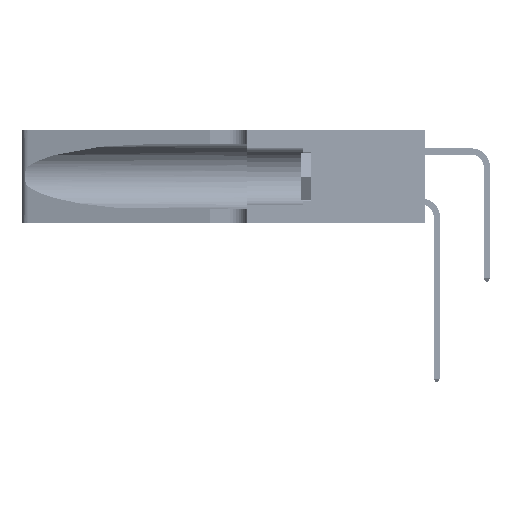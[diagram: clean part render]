
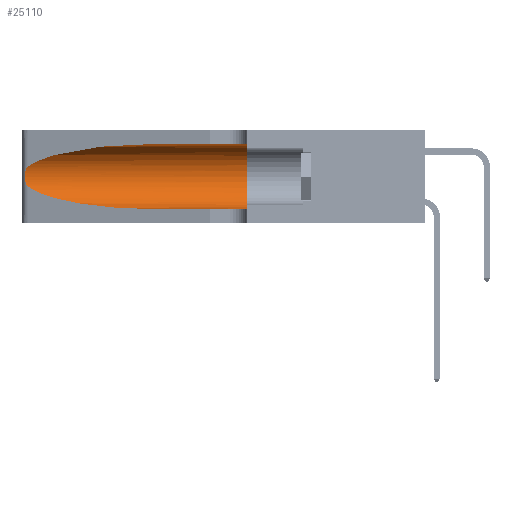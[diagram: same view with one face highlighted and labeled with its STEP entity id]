
A CAD part, left-side view. The second image highlights one B-rep face of the part: STEP entity #25110.
In plain terms, the highlighted cylindrical face has radius 3.308 mm (diameter 6.617 mm), a partial arc.
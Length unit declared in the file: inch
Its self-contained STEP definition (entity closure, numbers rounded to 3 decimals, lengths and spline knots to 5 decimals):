
#595 = VERTEX_POINT ( 'NONE', #28093 ) ;
#1831 = CARTESIAN_POINT ( 'NONE',  ( 0.26075, 1.23896, 0.19203 ) ) ;
#2270 = CARTESIAN_POINT ( 'NONE',  ( 0.1305, 1.61858, 0.31525 ) ) ;
#3092 = LINE ( 'NONE', #2270, #27203 ) ;
#3427 =( BOUNDED_CURVE ( )  B_SPLINE_CURVE ( 3, ( #37637, #7700, #41866, #16307 ),
 .UNSPECIFIED., .F., .F. ) 
 B_SPLINE_CURVE_WITH_KNOTS ( ( 4, 4 ),
 ( 1.5708, 2.84003 ),
 .UNSPECIFIED. ) 
 CURVE ( )  GEOMETRIC_REPRESENTATION_ITEM ( )  RATIONAL_B_SPLINE_CURVE ( ( 1., 0.87, 0.87, 1. ) ) 
 REPRESENTATION_ITEM ( '' )  );
#3615 = EDGE_CURVE ( 'NONE', #27160, #29335, #47399, .T. ) ;
#4164 = LINE ( 'NONE', #36965, #8155 ) ;
#4843 = AXIS2_PLACEMENT_3D ( 'NONE', #23532, #53201, #27837 ) ;
#5930 = CARTESIAN_POINT ( 'NONE',  ( 0.25487, 1.22718, 0.22369 ) ) ;
#6119 = CARTESIAN_POINT ( 'NONE',  ( 0.26017, 1.23833, 0.17102 ) ) ;
#6563 = DIRECTION ( 'NONE',  ( 0., -1., 0. ) ) ;
#7047 = DIRECTION ( 'NONE',  ( 0., -1., 0. ) ) ;
#7627 = CYLINDRICAL_SURFACE ( 'NONE', #27940, 0.13025 ) ;
#7700 = CARTESIAN_POINT ( 'NONE',  ( 0.18966, 0.96281, 0.31525 ) ) ;
#8155 = VECTOR ( 'NONE', #7047, 39.37008 ) ;
#9649 = ORIENTED_EDGE ( 'NONE', *, *, #3615, .F. ) ;
#10231 = VERTEX_POINT ( 'NONE', #41259 ) ;
#10388 = CARTESIAN_POINT ( 'NONE',  ( 0.25789, 1.23486, 0.15765 ) ) ;
#11794 = ORIENTED_EDGE ( 'NONE', *, *, #31985, .T. ) ;
#12756 = CARTESIAN_POINT ( 'NONE',  ( 0.1305, 0.72297, 0.05475 ) ) ;
#14696 = CARTESIAN_POINT ( 'NONE',  ( 0.25555, 1.22993, 0.14849 ) ) ;
#16307 = CARTESIAN_POINT ( 'NONE',  ( 0.25487, 1.22718, 0.22369 ) ) ;
#16348 = VERTEX_POINT ( 'NONE', #47569 ) ;
#17132 = DIRECTION ( 'NONE',  ( 0., 0., -1. ) ) ;
#19231 = B_SPLINE_CURVE_WITH_KNOTS ( 'NONE', 3,
 ( #5930, #27257, #48581, #23134, #52810, #27440, #1831, #31696, #6119, #36010, #10388, #40270, #14696, #44514 ),
 .UNSPECIFIED., .F., .F.,
 ( 4, 2, 2, 2, 2, 2, 4 ),
 ( 0., 0.00027, 0.00053, 0.00107, 0.0016, 0.00187, 0.00214 ),
 .UNSPECIFIED. ) ;
#21161 = EDGE_CURVE ( 'NONE', #40692, #10231, #3427, .T. ) ;
#21446 = DIRECTION ( 'NONE',  ( 0., -1., 0. ) ) ;
#23134 = CARTESIAN_POINT ( 'NONE',  ( 0.25787, 1.23484, 0.2124 ) ) ;
#23532 = CARTESIAN_POINT ( 'NONE',  ( 0.1305, 0.35, 0.185 ) ) ;
#24115 = EDGE_CURVE ( 'NONE', #40692, #27160, #3092, .T. ) ;
#25110 = ADVANCED_FACE ( 'NONE', ( #52929 ), #7627, .F. ) ;
#25732 = CARTESIAN_POINT ( 'NONE',  ( 0.1305, 1.61858, 0.185 ) ) ;
#26767 = CARTESIAN_POINT ( 'NONE',  ( 0.1305, 0.35, 0.05475 ) ) ;
#27160 = VERTEX_POINT ( 'NONE', #50153 ) ;
#27203 = VECTOR ( 'NONE', #6563, 39.37008 ) ;
#27257 = CARTESIAN_POINT ( 'NONE',  ( 0.25555, 1.22994, 0.2215 ) ) ;
#27440 = CARTESIAN_POINT ( 'NONE',  ( 0.26018, 1.23835, 0.19895 ) ) ;
#27837 = DIRECTION ( 'NONE',  ( 0., 0., 1. ) ) ;
#27940 = AXIS2_PLACEMENT_3D ( 'NONE', #25732, #21446, #17132 ) ;
#28093 = CARTESIAN_POINT ( 'NONE',  ( 0.1305, 0.72297, 0.05475 ) ) ;
#29103 =( BOUNDED_CURVE ( )  B_SPLINE_CURVE ( 3, ( #46665, #34062, #38373, #12756 ),
 .UNSPECIFIED., .F., .T. ) 
 B_SPLINE_CURVE_WITH_KNOTS ( ( 4, 4 ),
 ( 3.44316, 4.71239 ),
 .UNSPECIFIED. ) 
 CURVE ( )  GEOMETRIC_REPRESENTATION_ITEM ( )  RATIONAL_B_SPLINE_CURVE ( ( 1., 0.87, 0.87, 1. ) ) 
 REPRESENTATION_ITEM ( '' )  );
#29335 = VERTEX_POINT ( 'NONE', #26767 ) ;
#31696 = CARTESIAN_POINT ( 'NONE',  ( 0.26075, 1.23896, 0.178 ) ) ;
#31985 = EDGE_CURVE ( 'NONE', #16348, #595, #29103, .T. ) ;
#33600 = EDGE_CURVE ( 'NONE', #10231, #16348, #19231, .T. ) ;
#34062 = CARTESIAN_POINT ( 'NONE',  ( 0.2373, 1.15595, 0.08982 ) ) ;
#34253 = ORIENTED_EDGE ( 'NONE', *, *, #33600, .T. ) ;
#36010 = CARTESIAN_POINT ( 'NONE',  ( 0.25856, 1.23593, 0.16098 ) ) ;
#36965 = CARTESIAN_POINT ( 'NONE',  ( 0.1305, 1.61858, 0.05475 ) ) ;
#37637 = CARTESIAN_POINT ( 'NONE',  ( 0.1305, 0.72297, 0.31525 ) ) ;
#38373 = CARTESIAN_POINT ( 'NONE',  ( 0.18966, 0.96281, 0.05475 ) ) ;
#38744 = ORIENTED_EDGE ( 'NONE', *, *, #24115, .F. ) ;
#40270 = CARTESIAN_POINT ( 'NONE',  ( 0.25639, 1.23186, 0.15144 ) ) ;
#40692 = VERTEX_POINT ( 'NONE', #52812 ) ;
#41259 = CARTESIAN_POINT ( 'NONE',  ( 0.25487, 1.22718, 0.22369 ) ) ;
#41866 = CARTESIAN_POINT ( 'NONE',  ( 0.2373, 1.15595, 0.28018 ) ) ;
#42228 = EDGE_LOOP ( 'NONE', ( #48499, #34253, #11794, #51525, #9649, #38744 ) ) ;
#44514 = CARTESIAN_POINT ( 'NONE',  ( 0.25487, 1.22718, 0.14631 ) ) ;
#46665 = CARTESIAN_POINT ( 'NONE',  ( 0.25487, 1.22718, 0.14631 ) ) ;
#47399 = CIRCLE ( 'NONE', #4843, 0.13025 ) ;
#47569 = CARTESIAN_POINT ( 'NONE',  ( 0.25487, 1.22718, 0.14631 ) ) ;
#48499 = ORIENTED_EDGE ( 'NONE', *, *, #21161, .T. ) ;
#48581 = CARTESIAN_POINT ( 'NONE',  ( 0.25639, 1.23184, 0.21858 ) ) ;
#50153 = CARTESIAN_POINT ( 'NONE',  ( 0.1305, 0.35, 0.31525 ) ) ;
#51525 = ORIENTED_EDGE ( 'NONE', *, *, #52073, .T. ) ;
#52073 = EDGE_CURVE ( 'NONE', #595, #29335, #4164, .T. ) ;
#52810 = CARTESIAN_POINT ( 'NONE',  ( 0.25854, 1.2359, 0.20912 ) ) ;
#52812 = CARTESIAN_POINT ( 'NONE',  ( 0.1305, 0.72297, 0.31525 ) ) ;
#52929 = FACE_OUTER_BOUND ( 'NONE', #42228, .T. ) ;
#53201 = DIRECTION ( 'NONE',  ( 0., 1., 0. ) ) ;
